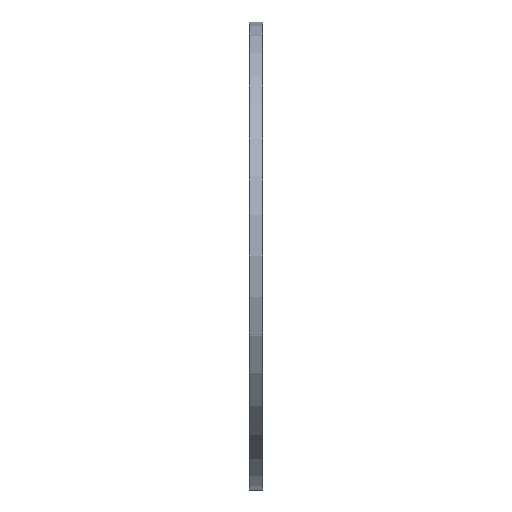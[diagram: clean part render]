
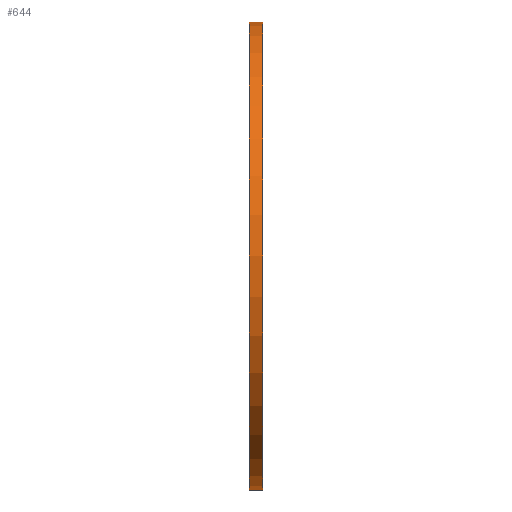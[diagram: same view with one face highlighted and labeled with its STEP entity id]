
A CAD part, left-side view. The second image highlights one B-rep face of the part: STEP entity #644.
In plain terms, the highlighted cylindrical face has radius 35 mm (diameter 70 mm), a partial arc.
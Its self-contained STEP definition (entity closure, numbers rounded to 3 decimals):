
#20 = LINE ( 'NONE', #32, #696 ) ;
#32 = CARTESIAN_POINT ( 'NONE',  ( 0., 2., -35. ) ) ;
#35 = DIRECTION ( 'NONE',  ( 0., 1., 0. ) ) ;
#58 = CARTESIAN_POINT ( 'NONE',  ( 0., 2., -35. ) ) ;
#60 = DIRECTION ( 'NONE',  ( 0., 1., 0. ) ) ;
#69 = DIRECTION ( 'NONE',  ( 0., 0., -1. ) ) ;
#140 = CARTESIAN_POINT ( 'NONE',  ( 0., 2., 35. ) ) ;
#147 = VERTEX_POINT ( 'NONE', #651 ) ;
#155 = EDGE_CURVE ( 'NONE', #666, #262, #435, .T. ) ;
#158 = VERTEX_POINT ( 'NONE', #58 ) ;
#233 = CIRCLE ( 'NONE', #287, 35. ) ;
#239 = EDGE_CURVE ( 'NONE', #158, #147, #20, .T. ) ;
#262 = VERTEX_POINT ( 'NONE', #540 ) ;
#287 = AXIS2_PLACEMENT_3D ( 'NONE', #557, #60, #341 ) ;
#300 = EDGE_CURVE ( 'NONE', #158, #666, #427, .T. ) ;
#310 = CARTESIAN_POINT ( 'NONE',  ( 0., 2., 0. ) ) ;
#337 = CARTESIAN_POINT ( 'NONE',  ( 0., 2., 35. ) ) ;
#341 = DIRECTION ( 'NONE',  ( 0., 0., 1. ) ) ;
#374 = DIRECTION ( 'NONE',  ( 0., 0., 1. ) ) ;
#418 = AXIS2_PLACEMENT_3D ( 'NONE', #310, #35, #374 ) ;
#425 = VECTOR ( 'NONE', #687, 1000. ) ;
#427 = CIRCLE ( 'NONE', #418, 35. ) ;
#429 = ORIENTED_EDGE ( 'NONE', *, *, #300, .F. ) ;
#435 = LINE ( 'NONE', #337, #425 ) ;
#480 = AXIS2_PLACEMENT_3D ( 'NONE', #724, #675, #69 ) ;
#482 = ORIENTED_EDGE ( 'NONE', *, *, #239, .T. ) ;
#540 = CARTESIAN_POINT ( 'NONE',  ( 0., 0., 35. ) ) ;
#557 = CARTESIAN_POINT ( 'NONE',  ( 0., 0., 0. ) ) ;
#567 = CYLINDRICAL_SURFACE ( 'NONE', #480, 35. ) ;
#605 = ORIENTED_EDGE ( 'NONE', *, *, #155, .F. ) ;
#618 = EDGE_CURVE ( 'NONE', #147, #262, #233, .T. ) ;
#624 = EDGE_LOOP ( 'NONE', ( #605, #429, #482, #711 ) ) ;
#632 = DIRECTION ( 'NONE',  ( 0., -1., 0. ) ) ;
#644 = ADVANCED_FACE ( 'NONE', ( #678 ), #567, .T. ) ;
#651 = CARTESIAN_POINT ( 'NONE',  ( 0., 0., -35. ) ) ;
#666 = VERTEX_POINT ( 'NONE', #140 ) ;
#675 = DIRECTION ( 'NONE',  ( 0., -1., 0. ) ) ;
#678 = FACE_OUTER_BOUND ( 'NONE', #624, .T. ) ;
#687 = DIRECTION ( 'NONE',  ( 0., -1., 0. ) ) ;
#696 = VECTOR ( 'NONE', #632, 1000. ) ;
#711 = ORIENTED_EDGE ( 'NONE', *, *, #618, .T. ) ;
#724 = CARTESIAN_POINT ( 'NONE',  ( 0., 2., 0. ) ) ;
